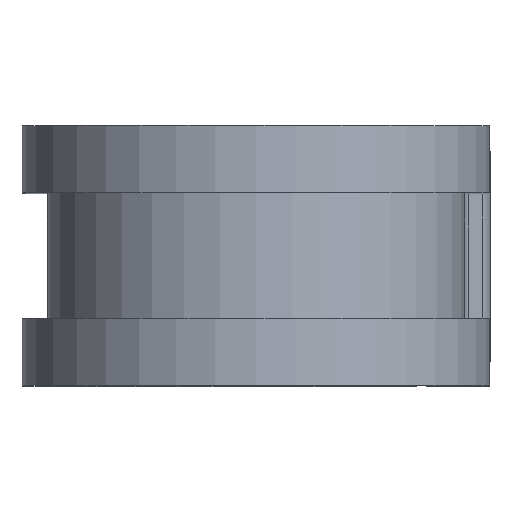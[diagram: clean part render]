
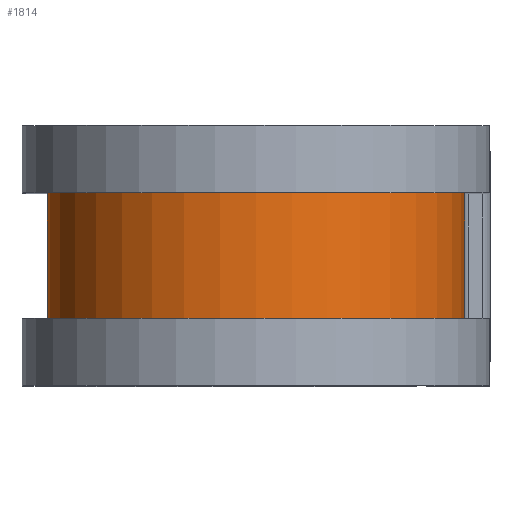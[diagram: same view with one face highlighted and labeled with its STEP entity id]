
A CAD part, top view. The second image highlights one B-rep face of the part: STEP entity #1814.
In plain terms, the highlighted cylindrical face has radius 12.649 mm (diameter 25.298 mm), a partial arc.
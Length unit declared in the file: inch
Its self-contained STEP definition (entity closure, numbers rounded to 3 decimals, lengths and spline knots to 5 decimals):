
#82 = AXIS2_PLACEMENT_3D ( 'NONE', #1364, #378, #1530 ) ;
#103 = ORIENTED_EDGE ( 'NONE', *, *, #2005, .T. ) ;
#108 = CIRCLE ( 'NONE', #82, 0.498 ) ;
#295 = CYLINDRICAL_SURFACE ( 'NONE', #1250, 0.498 ) ;
#378 = DIRECTION ( 'NONE',  ( 0., -1., 0. ) ) ;
#418 = DIRECTION ( 'NONE',  ( 0., -1., 0. ) ) ;
#488 = VERTEX_POINT ( 'NONE', #1192 ) ;
#552 = AXIS2_PLACEMENT_3D ( 'NONE', #1407, #418, #1573 ) ;
#642 = EDGE_CURVE ( 'NONE', #1614, #488, #108, .T. ) ;
#648 = CARTESIAN_POINT ( 'NONE',  ( -0.498, 0.25, 0.812 ) ) ;
#651 = ORIENTED_EDGE ( 'NONE', *, *, #1246, .F. ) ;
#664 = CARTESIAN_POINT ( 'NONE',  ( 0.498, 0.25, 0.812 ) ) ;
#776 = VECTOR ( 'NONE', #2136, 39.37008 ) ;
#782 = CARTESIAN_POINT ( 'NONE',  ( 0.498, -0.15, 0.812 ) ) ;
#861 = EDGE_LOOP ( 'NONE', ( #651, #103, #1023, #1314 ) ) ;
#884 = LINE ( 'NONE', #648, #1760 ) ;
#1023 = ORIENTED_EDGE ( 'NONE', *, *, #2129, .T. ) ;
#1192 = CARTESIAN_POINT ( 'NONE',  ( -0.498, -0.15, 0.812 ) ) ;
#1246 = EDGE_CURVE ( 'NONE', #1416, #1614, #1640, .T. ) ;
#1250 = AXIS2_PLACEMENT_3D ( 'NONE', #1482, #1659, #1312 ) ;
#1254 = VERTEX_POINT ( 'NONE', #1317 ) ;
#1312 = DIRECTION ( 'NONE',  ( 0., 0., -1. ) ) ;
#1314 = ORIENTED_EDGE ( 'NONE', *, *, #642, .F. ) ;
#1317 = CARTESIAN_POINT ( 'NONE',  ( -0.498, 0.15, 0.812 ) ) ;
#1360 = CARTESIAN_POINT ( 'NONE',  ( 0.498, 0.15, 0.812 ) ) ;
#1364 = CARTESIAN_POINT ( 'NONE',  ( 0., -0.15, 0.812 ) ) ;
#1407 = CARTESIAN_POINT ( 'NONE',  ( 0., 0.15, 0.812 ) ) ;
#1416 = VERTEX_POINT ( 'NONE', #1360 ) ;
#1482 = CARTESIAN_POINT ( 'NONE',  ( 0., 0.25, 0.812 ) ) ;
#1530 = DIRECTION ( 'NONE',  ( 0., 0., -1. ) ) ;
#1573 = DIRECTION ( 'NONE',  ( 0., 0., -1. ) ) ;
#1614 = VERTEX_POINT ( 'NONE', #782 ) ;
#1640 = LINE ( 'NONE', #664, #776 ) ;
#1659 = DIRECTION ( 'NONE',  ( 0., -1., 0. ) ) ;
#1743 = CIRCLE ( 'NONE', #552, 0.498 ) ;
#1760 = VECTOR ( 'NONE', #1798, 39.37008 ) ;
#1798 = DIRECTION ( 'NONE',  ( 0., -1., 0. ) ) ;
#1814 = ADVANCED_FACE ( 'NONE', ( #2061 ), #295, .T. ) ;
#2005 = EDGE_CURVE ( 'NONE', #1416, #1254, #1743, .T. ) ;
#2061 = FACE_OUTER_BOUND ( 'NONE', #861, .T. ) ;
#2129 = EDGE_CURVE ( 'NONE', #1254, #488, #884, .T. ) ;
#2136 = DIRECTION ( 'NONE',  ( 0., -1., 0. ) ) ;
